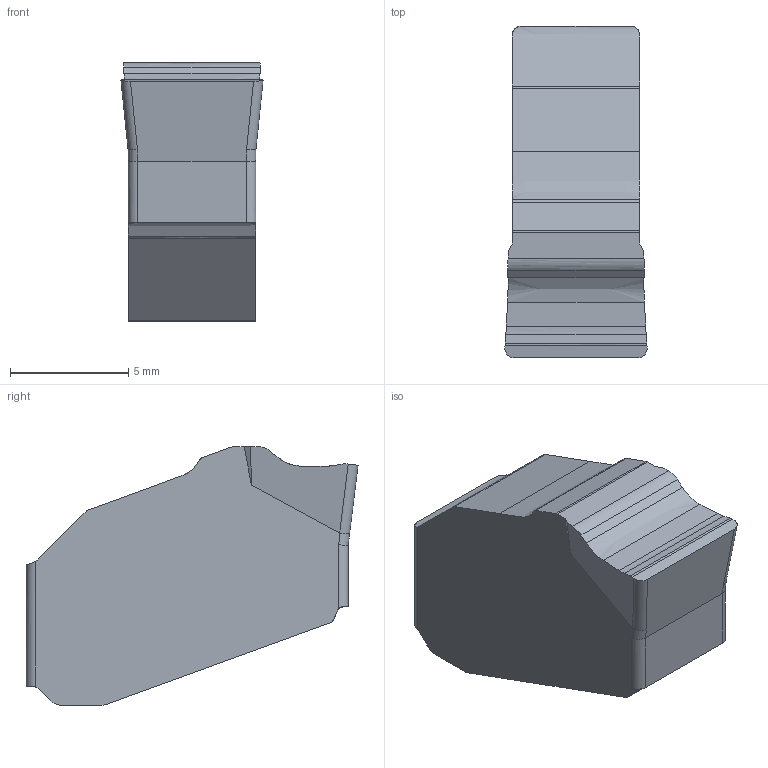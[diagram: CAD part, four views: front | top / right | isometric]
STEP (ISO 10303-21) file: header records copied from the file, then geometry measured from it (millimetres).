
FILE_DESCRIPTION(/* description */ (''),/* implementation_level */ '2;1');
FILE_NAME(/* name */ 'aaa329162_a.stp',/* time_stamp */ '2019-09-27T07:44:00+02:00',/* author */ (''),/* organization */ ('SMS'),/* preprocessor_version */ 'ST-DEVELOPER v16.7',/* originating_system */ 'SIEMENS PLM Software NX 12.0',/* authorisation */ '');
FILE_SCHEMA (('AUTOMOTIVE_DESIGN { 1 0 10303 214 3 1 1 1 }'));
Length unit declared in the file: millimetre
Products named in the file (1): AAA329162_A
Bounding box: 6 x 14.02 x 10.9 mm (x, y, z)
Volume: 581.1 mm3; surface area: 439.6 mm2
Topology: 1 solids, 1 shells, 43 faces, 122 edges, 83 vertices
Faces by surface type: plane 21, cylinder 14, extrusion 8
Entity records: 1813 total; most frequent: CARTESIAN_POINT 649, ORIENTED_EDGE 242, DIRECTION 212, EDGE_CURVE 121, VECTOR 82, VERTEX_POINT 80, LINE 74, AXIS2_PLACEMENT_3D 65
